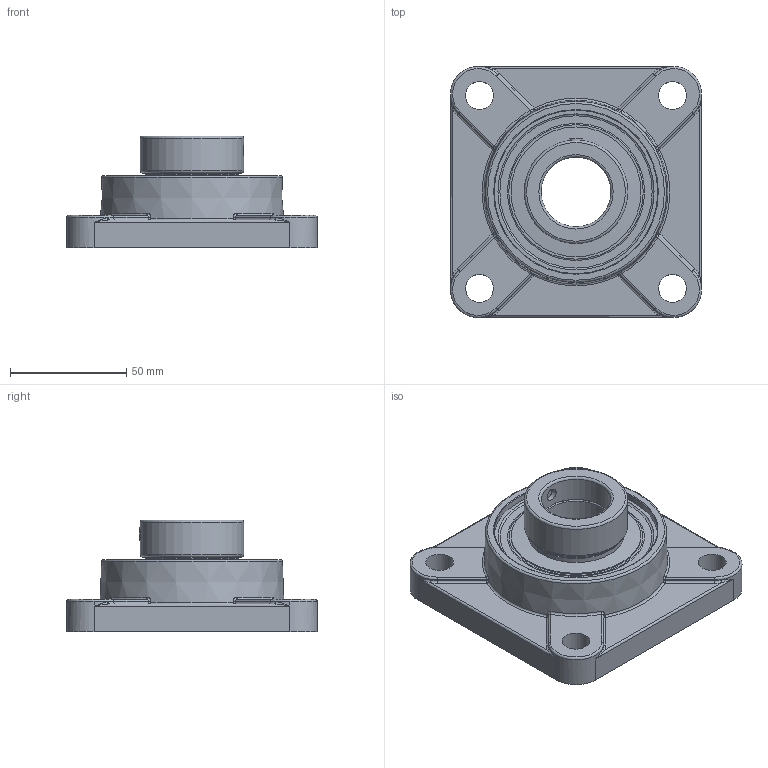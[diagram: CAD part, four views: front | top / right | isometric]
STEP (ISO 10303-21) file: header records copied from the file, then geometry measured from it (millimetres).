
FILE_DESCRIPTION(('HOOPS Exchange Step'),'2;1');
FILE_NAME('export-2C43BF93-8EA3-463A-A1C5-578B5A580516.stp','2020-05-18T07:33:42-07:00',('dkerr'),('Alibre'),'HOOPS Exchange 2020.0','Alibre','Unknown authorisation');
FILE_SCHEMA( ('AP242_MANAGED_MODEL_BASED_3D_ENGINEERING_MIM_LF {1 0 10303 442 1 1 4 }') );
Length unit declared in the file: inch
Products named in the file (8): MRN SFM L4L 206; SNC 206 (Ball Bearing); SNC 206 (Setscrew); SNC 206 (Shield); SNC 206 L4L (30mm) (Race); SNC 206 (Collar); MRN SNC 206 L4L (30mm); MRN SNCFM 206 L4L (30mm)
Assembly tree (8 placements, depth 3):
  MRN SNCFM 206 L4L (30mm)
    MRN SFM L4L 206
    MRN SNC 206 L4L (30mm)
      SNC 206 (Ball Bearing)
      SNC 206 (Setscrew)
      SNC 206 (Shield)  x2
      SNC 206 L4L (30mm) (Race)
      SNC 206 (Collar)
Bounding box: 108 x 108 x 48.1 mm (x, y, z)
Volume: 175618 mm3; surface area: 64857 mm2
Topology: 16 solids, 16 shells, 217 faces, 561 edges, 339 vertices
Faces by surface type: cylinder 61, plane 53, torus 38, bspline 28, sphere 25, cone 12
Full cylindrical faces by diameter (mm): 5.359 x2, 5.36 x1, 12 x4, 30 x2, 37.643 x2, 40.322 x4, 41.338 x2, 44.501 x1, 51.397 x2, 55.88 x2, 69.088 x1, 70.35 x1
Entity records: 10438 total; most frequent: CARTESIAN_POINT 5255, DIRECTION 1111, ORIENTED_EDGE 998, EDGE_CURVE 499, AXIS2_PLACEMENT_3D 488, VERTEX_POINT 325, CIRCLE 282, EDGE_LOOP 236
